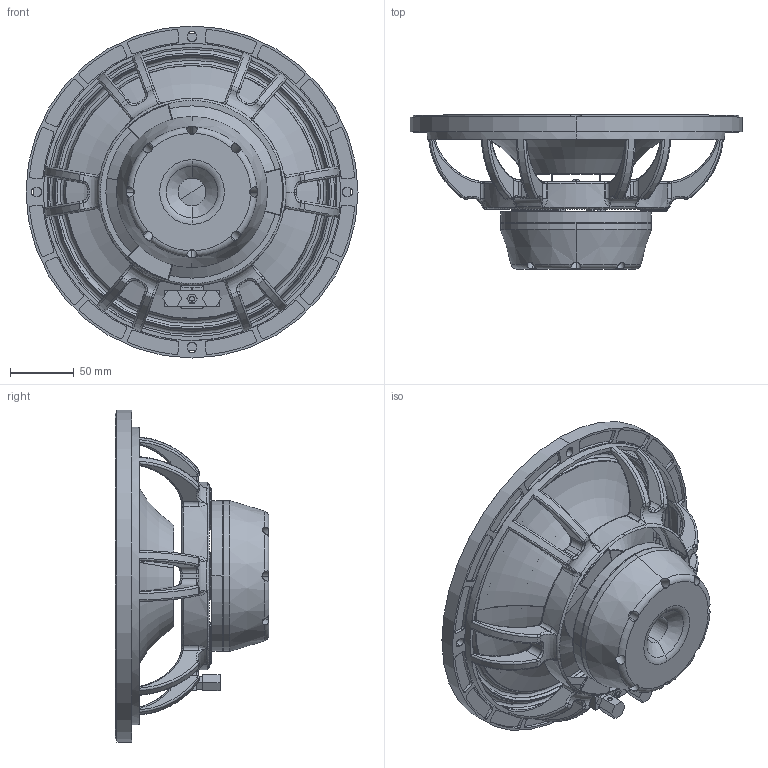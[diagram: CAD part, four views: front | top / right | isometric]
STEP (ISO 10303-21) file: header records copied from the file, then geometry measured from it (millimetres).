
FILE_DESCRIPTION (( 'STEP AP214' ), '1' );
FILE_NAME ('319-3.STEP', '2023-06-02T02:36:23', ( '' ), ( '' ), 'SwSTEP 2.0', 'SolidWorks 2020', '' );
FILE_SCHEMA (( 'AUTOMOTIVE_DESIGN' ));
Length unit declared in the file: millimetre
Products named in the file (1): 319-3
Bounding box: 261.1 x 121 x 261.1 mm (x, y, z)
Surface area: 282370.8 mm2 (no closed solid volume)
Topology: 0 solids, 32 shells, 772 faces, 2401 edges, 1616 vertices
Faces by surface type: cylinder 280, plane 208, bspline 144, torus 108, cone 26, sphere 6
Entity records: 47579 total; most frequent: CARTESIAN_POINT 19125, ORIENTED_EDGE 4127, DIRECTION 3969, EDGE_CURVE 2401, VERTEX_POINT 1616, AXIS2_PLACEMENT_3D 1567, CIRCLE 938, LINE 835
